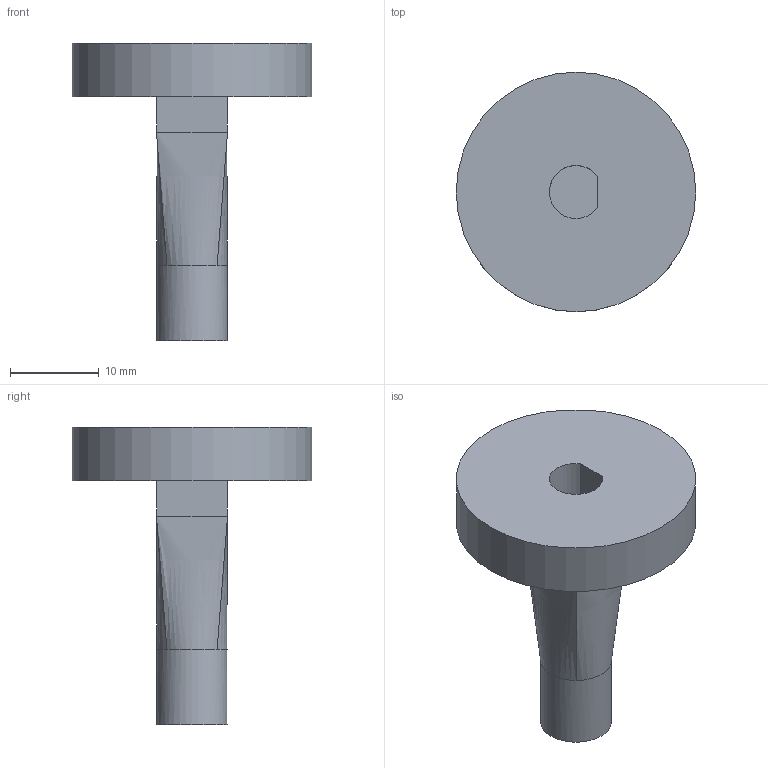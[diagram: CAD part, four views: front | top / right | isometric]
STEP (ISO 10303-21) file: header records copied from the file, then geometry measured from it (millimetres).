
FILE_DESCRIPTION(('STEP AP214'), '1');
FILE_NAME('Wheel_Stick', '', ('UNSPECIFIED'), ('UNSPECIFIED'), 'C3D Converter', 'C3D Toolkit', '');
FILE_SCHEMA(('AUTOMOTIVE_DESIGN { 1 0 10303 214 3 1 1}'));
Length unit declared in the file: millimetre
Bounding box: 27 x 27 x 33.5 mm (x, y, z)
Volume: 4546.3 mm3; surface area: 2701.6 mm2
Topology: 1 solids, 1 shells, 16 faces, 32 edges, 20 vertices
Faces by surface type: plane 9, bspline 4, cylinder 3
Full cylindrical faces by diameter (mm): 8 x1, 27 x1
Entity records: 700 total; most frequent: CARTESIAN_POINT 335, DIRECTION 66, ORIENTED_EDGE 60, EDGE_CURVE 30, AXIS2_PLACEMENT_3D 23, EDGE_LOOP 20, VERTEX_POINT 20, LINE 20
